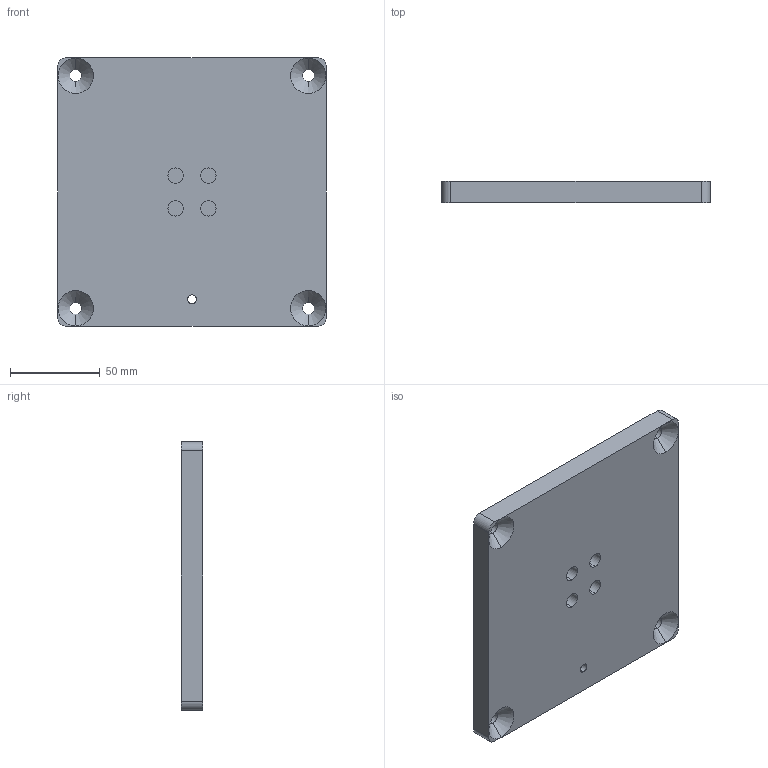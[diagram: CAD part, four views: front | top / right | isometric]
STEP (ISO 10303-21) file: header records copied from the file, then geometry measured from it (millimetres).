
FILE_DESCRIPTION (( 'STEP AP214' ), '1' );
FILE_NAME ('ARL-DN04-A-PN-V-C--01-A-base.STEP', '2024-07-26T08:16:17', ( 'T' ), ( 'F' ), 'SwSTEP 2.0', 'SolidWorks 2001340', '' );
FILE_SCHEMA (( 'AUTOMOTIVE_DESIGN' ));
Length unit declared in the file: millimetre
Products named in the file (1): ARL-DN04-A-PN-V-C--01-A-base
Bounding box: 150 x 12 x 150 mm (x, y, z)
Volume: 249587.9 mm3; surface area: 56524 mm2
Topology: 1 solids, 1 shells, 147 faces, 383 edges, 253 vertices
Faces by surface type: cylinder 50, plane 50, bspline 39, cone 8
Entity records: 19049 total; most frequent: CARTESIAN_POINT 15556, ORIENTED_EDGE 766, DIRECTION 630, EDGE_CURVE 383, VERTEX_POINT 253, AXIS2_PLACEMENT_3D 217, LINE 196, VECTOR 196
